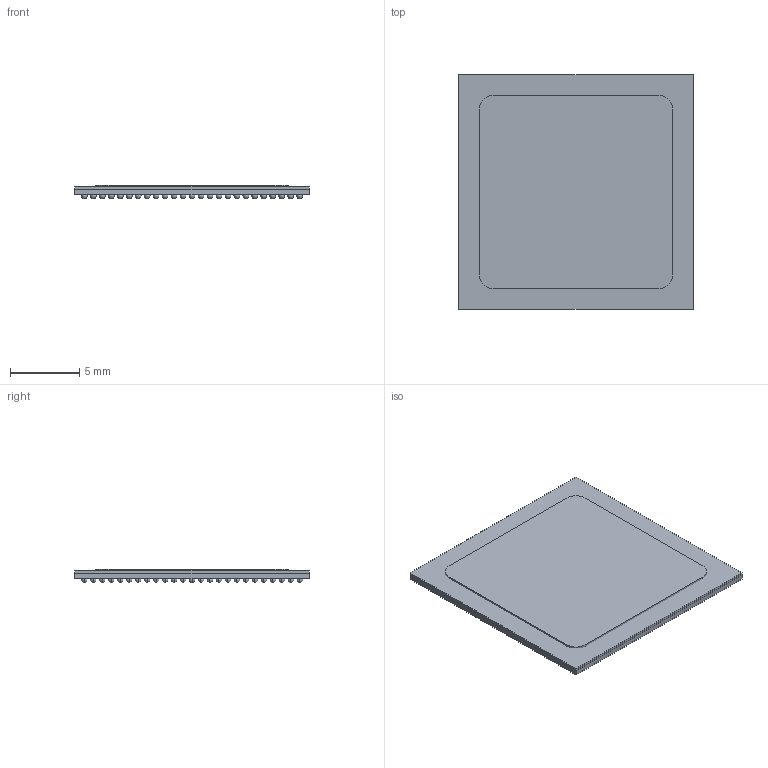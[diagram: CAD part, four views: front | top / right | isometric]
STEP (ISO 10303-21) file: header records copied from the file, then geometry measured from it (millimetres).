
FILE_DESCRIPTION((''),'2;1');
FILE_NAME('CBD0538A_ASM','2017-04-05T',('a0412025'),(''),'CREO PARAMETRIC BY PTC INC, 2016050','CREO PARAMETRIC BY PTC INC, 2016050','');
FILE_SCHEMA(('AUTOMOTIVE_DESIGN { 1 0 10303 214 1 1 1 1 }'));
Length unit declared in the file: millimetre
Products named in the file (7): ADHESIVE; SUBSTRATE_BGA; SMASK_BGA_TOP; SMASK_BGA_BTM; HEAT_SPREADER_FCBGA; SOLDER_BALL; CBD0538A_ASM
Assembly tree (630 placements, depth 2):
  CBD0538A_ASM
    ADHESIVE
    SUBSTRATE_BGA
    SMASK_BGA_TOP
    SMASK_BGA_BTM
    HEAT_SPREADER_FCBGA
    SOLDER_BALL  x625
Bounding box: 17 x 17 x 0.99 mm (x, y, z)
Volume: 238.5 mm3; surface area: 2890.9 mm2
Topology: 630 solids, 630 shells, 1916 faces, 3843 edges, 1937 vertices
Faces by surface type: sphere 1250, plane 658, cylinder 8
Entity records: 9795 total; most frequent: CARTESIAN_POINT 1486, DIRECTION 1479, PROPERTY_DEFINITION 736, REPRESENTATION 729, PROPERTY_DEFINITION_REPRESENTATION 729, AXIS2_PLACEMENT_3D 701, PRODUCT_DEFINITION_SHAPE 637, ITEM_DEFINED_TRANSFORMATION 630
